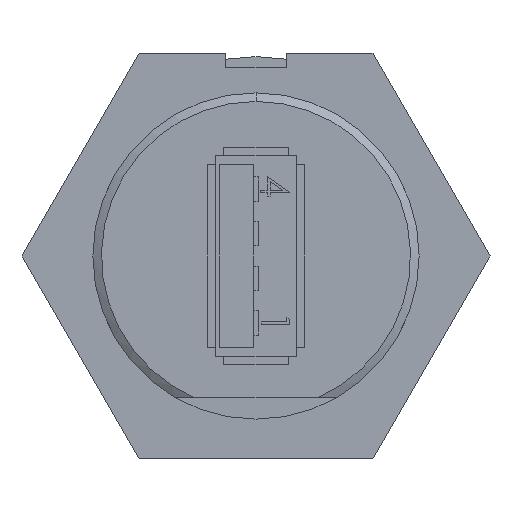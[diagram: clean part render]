
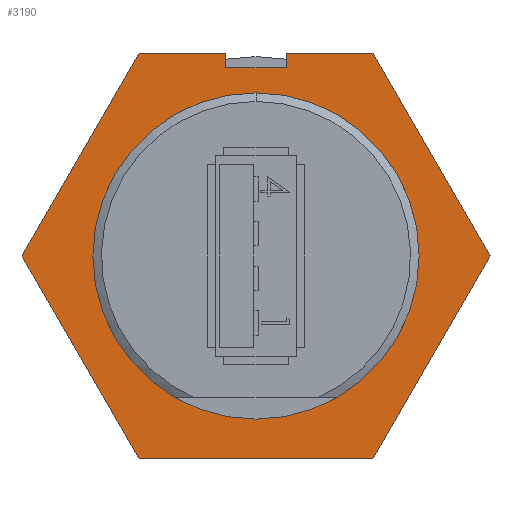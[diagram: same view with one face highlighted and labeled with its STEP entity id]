
A CAD part, front view. The second image highlights one B-rep face of the part: STEP entity #3190.
In plain terms, the highlighted planar face has unit normal (0, -1, 0).
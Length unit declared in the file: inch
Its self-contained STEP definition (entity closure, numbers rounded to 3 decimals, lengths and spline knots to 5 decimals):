
#3151 = VERTEX_POINT ( 'NONE', #11108 ) ;
#3153 = EDGE_CURVE ( 'NONE', #3151, #3154, #11107, .T. ) ;
#3154 = VERTEX_POINT ( 'NONE', #11103 ) ;
#3169 = VERTEX_POINT ( 'NONE', #11119 ) ;
#3171 = EDGE_CURVE ( 'NONE', #3172, #3169, #11169, .T. ) ;
#3172 = VERTEX_POINT ( 'NONE', #11164 ) ;
#3190 = ADVANCED_FACE ( 'NONE', ( #11223, #11222 ), #11221, .F. ) ;
#3191 = EDGE_LOOP ( 'NONE', ( #3192, #3193, #3196, #3254, #3257, #3260, #3263, #3266, #3240, #3243 ) ) ;
#3192 = ORIENTED_EDGE ( 'NONE', *, *, #3153, .F. ) ;
#3193 = ORIENTED_EDGE ( 'NONE', *, *, #3194, .T. ) ;
#3194 = EDGE_CURVE ( 'NONE', #3151, #3195, #11216, .T. ) ;
#3195 = VERTEX_POINT ( 'NONE', #11212 ) ;
#3196 = ORIENTED_EDGE ( 'NONE', *, *, #3253, .T. ) ;
#3197 = VERTEX_POINT ( 'NONE', #11211 ) ;
#3239 = EDGE_CURVE ( 'NONE', #3267, #3265, #11265, .T. ) ;
#3240 = ORIENTED_EDGE ( 'NONE', *, *, #3241, .F. ) ;
#3241 = EDGE_CURVE ( 'NONE', #3242, #3267, #11324, .T. ) ;
#3242 = VERTEX_POINT ( 'NONE', #11320 ) ;
#3243 = ORIENTED_EDGE ( 'NONE', *, *, #3244, .F. ) ;
#3244 = EDGE_CURVE ( 'NONE', #3154, #3242, #11319, .T. ) ;
#3245 = EDGE_LOOP ( 'NONE', ( #3246, #3247 ) ) ;
#3246 = ORIENTED_EDGE ( 'NONE', *, *, #3171, .T. ) ;
#3247 = ORIENTED_EDGE ( 'NONE', *, *, #3248, .T. ) ;
#3248 = EDGE_CURVE ( 'NONE', #3169, #3172, #11315, .T. ) ;
#3253 = EDGE_CURVE ( 'NONE', #3195, #3197, #11304, .T. ) ;
#3254 = ORIENTED_EDGE ( 'NONE', *, *, #3255, .T. ) ;
#3255 = EDGE_CURVE ( 'NONE', #3197, #3256, #11300, .T. ) ;
#3256 = VERTEX_POINT ( 'NONE', #11295 ) ;
#3257 = ORIENTED_EDGE ( 'NONE', *, *, #3258, .F. ) ;
#3258 = EDGE_CURVE ( 'NONE', #3259, #3256, #11296, .T. ) ;
#3259 = VERTEX_POINT ( 'NONE', #11357 ) ;
#3260 = ORIENTED_EDGE ( 'NONE', *, *, #3261, .F. ) ;
#3261 = EDGE_CURVE ( 'NONE', #3262, #3259, #11356, .T. ) ;
#3262 = VERTEX_POINT ( 'NONE', #11352 ) ;
#3263 = ORIENTED_EDGE ( 'NONE', *, *, #3264, .F. ) ;
#3264 = EDGE_CURVE ( 'NONE', #3265, #3262, #11351, .T. ) ;
#3265 = VERTEX_POINT ( 'NONE', #11347 ) ;
#3266 = ORIENTED_EDGE ( 'NONE', *, *, #3239, .F. ) ;
#3267 = VERTEX_POINT ( 'NONE', #11346 ) ;
#10804 = DIRECTION ( 'NONE',  ( -1., 0., 0. ) ) ;
#11103 = CARTESIAN_POINT ( 'NONE',  ( 0.28868, -0.08, 0.5 ) ) ;
#11104 = DIRECTION ( 'NONE',  ( 1., 0., 0. ) ) ;
#11105 = VECTOR ( 'NONE', #11104, 39.37008 ) ;
#11106 = CARTESIAN_POINT ( 'NONE',  ( -0.28868, -0.08, 0.5 ) ) ;
#11107 = LINE ( 'NONE', #11106, #11105 ) ;
#11108 = CARTESIAN_POINT ( 'NONE',  ( 0.075, -0.08, 0.5 ) ) ;
#11119 = CARTESIAN_POINT ( 'NONE',  ( 0., -0.08, 0.4025 ) ) ;
#11164 = CARTESIAN_POINT ( 'NONE',  ( 0., -0.08, -0.4025 ) ) ;
#11165 = DIRECTION ( 'NONE',  ( 0., 0., 1. ) ) ;
#11166 = DIRECTION ( 'NONE',  ( 0., 1., 0. ) ) ;
#11167 = CARTESIAN_POINT ( 'NONE',  ( 0., -0.08, 0. ) ) ;
#11168 = AXIS2_PLACEMENT_3D ( 'NONE', #11167, #11166, #11165 ) ;
#11169 = CIRCLE ( 'NONE', #11168, 0.4025 ) ;
#11211 = CARTESIAN_POINT ( 'NONE',  ( -0.075, -0.08, 0.465 ) ) ;
#11212 = CARTESIAN_POINT ( 'NONE',  ( 0.075, -0.08, 0.465 ) ) ;
#11213 = DIRECTION ( 'NONE',  ( 0., 0., -1. ) ) ;
#11214 = VECTOR ( 'NONE', #11213, 39.37008 ) ;
#11215 = CARTESIAN_POINT ( 'NONE',  ( 0.075, -0.08, 0.5 ) ) ;
#11216 = LINE ( 'NONE', #11215, #11214 ) ;
#11217 = DIRECTION ( 'NONE',  ( 0., 0., 1. ) ) ;
#11218 = DIRECTION ( 'NONE',  ( 0., 1., 0. ) ) ;
#11219 = CARTESIAN_POINT ( 'NONE',  ( 0.57735, -0.08, 0. ) ) ;
#11220 = AXIS2_PLACEMENT_3D ( 'NONE', #11219, #11218, #11217 ) ;
#11221 = PLANE ( 'NONE',  #11220 ) ;
#11222 = FACE_BOUND ( 'NONE', #3245, .T. ) ;
#11223 = FACE_OUTER_BOUND ( 'NONE', #3191, .T. ) ;
#11263 = VECTOR ( 'NONE', #10804, 39.37008 ) ;
#11264 = CARTESIAN_POINT ( 'NONE',  ( 0.28868, -0.08, -0.5 ) ) ;
#11265 = LINE ( 'NONE', #11264, #11263 ) ;
#11294 = CARTESIAN_POINT ( 'NONE',  ( -0.28868, -0.08, 0.5 ) ) ;
#11295 = CARTESIAN_POINT ( 'NONE',  ( -0.075, -0.08, 0.5 ) ) ;
#11296 = LINE ( 'NONE', #11294, #11359 ) ;
#11297 = DIRECTION ( 'NONE',  ( 0., 0., 1. ) ) ;
#11298 = VECTOR ( 'NONE', #11297, 39.37008 ) ;
#11299 = CARTESIAN_POINT ( 'NONE',  ( -0.075, -0.08, 0.5 ) ) ;
#11300 = LINE ( 'NONE', #11299, #11298 ) ;
#11301 = DIRECTION ( 'NONE',  ( -1., 0., 0. ) ) ;
#11302 = VECTOR ( 'NONE', #11301, 39.37008 ) ;
#11303 = CARTESIAN_POINT ( 'NONE',  ( 0.075, -0.08, 0.465 ) ) ;
#11304 = LINE ( 'NONE', #11303, #11302 ) ;
#11311 = DIRECTION ( 'NONE',  ( 0., 0., 1. ) ) ;
#11312 = DIRECTION ( 'NONE',  ( 0., 1., 0. ) ) ;
#11313 = CARTESIAN_POINT ( 'NONE',  ( 0., -0.08, 0. ) ) ;
#11314 = AXIS2_PLACEMENT_3D ( 'NONE', #11313, #11312, #11311 ) ;
#11315 = CIRCLE ( 'NONE', #11314, 0.4025 ) ;
#11316 = DIRECTION ( 'NONE',  ( 0.5, 0., -0.866 ) ) ;
#11317 = VECTOR ( 'NONE', #11316, 39.37008 ) ;
#11318 = CARTESIAN_POINT ( 'NONE',  ( 0.28868, -0.08, 0.5 ) ) ;
#11319 = LINE ( 'NONE', #11318, #11317 ) ;
#11320 = CARTESIAN_POINT ( 'NONE',  ( 0.57735, -0.08, 0. ) ) ;
#11321 = DIRECTION ( 'NONE',  ( -0.5, 0., -0.866 ) ) ;
#11322 = VECTOR ( 'NONE', #11321, 39.37008 ) ;
#11323 = CARTESIAN_POINT ( 'NONE',  ( 0.57735, -0.08, 0. ) ) ;
#11324 = LINE ( 'NONE', #11323, #11322 ) ;
#11346 = CARTESIAN_POINT ( 'NONE',  ( 0.28868, -0.08, -0.5 ) ) ;
#11347 = CARTESIAN_POINT ( 'NONE',  ( -0.28868, -0.08, -0.5 ) ) ;
#11348 = DIRECTION ( 'NONE',  ( -0.5, 0., 0.866 ) ) ;
#11349 = VECTOR ( 'NONE', #11348, 39.37008 ) ;
#11350 = CARTESIAN_POINT ( 'NONE',  ( -0.28868, -0.08, -0.5 ) ) ;
#11351 = LINE ( 'NONE', #11350, #11349 ) ;
#11352 = CARTESIAN_POINT ( 'NONE',  ( -0.57735, -0.08, 0. ) ) ;
#11353 = DIRECTION ( 'NONE',  ( 0.5, 0., 0.866 ) ) ;
#11354 = VECTOR ( 'NONE', #11353, 39.37008 ) ;
#11355 = CARTESIAN_POINT ( 'NONE',  ( -0.57735, -0.08, 0. ) ) ;
#11356 = LINE ( 'NONE', #11355, #11354 ) ;
#11357 = CARTESIAN_POINT ( 'NONE',  ( -0.28868, -0.08, 0.5 ) ) ;
#11358 = DIRECTION ( 'NONE',  ( 1., 0., 0. ) ) ;
#11359 = VECTOR ( 'NONE', #11358, 39.37008 ) ;
